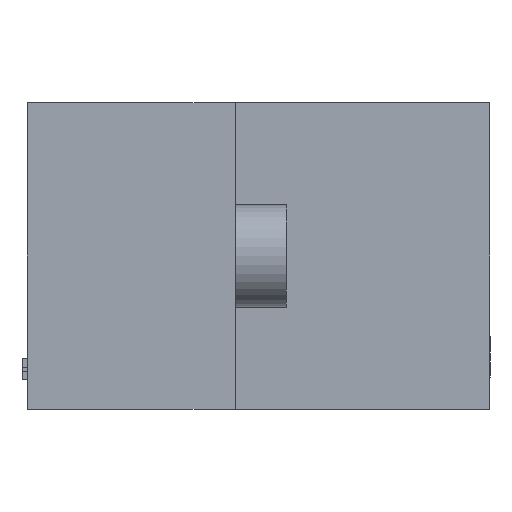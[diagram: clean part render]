
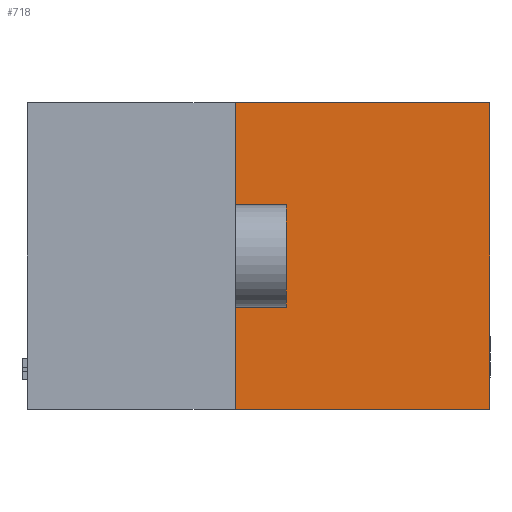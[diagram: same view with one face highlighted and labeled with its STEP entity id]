
A CAD part, left-side view. The second image highlights one B-rep face of the part: STEP entity #718.
In plain terms, the highlighted planar face has unit normal (-1, 0, 0).
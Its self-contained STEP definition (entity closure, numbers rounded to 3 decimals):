
#401 = LINE ( 'NONE', #21440, #1875 ) ;
#645 = CARTESIAN_POINT ( 'NONE',  ( 8.382, 0., 0. ) ) ;
#718 = ADVANCED_FACE ( 'NONE', ( #15202 ), #22207, .T. ) ;
#1167 = DIRECTION ( 'NONE',  ( -1., 0., 0. ) ) ;
#1440 = ORIENTED_EDGE ( 'NONE', *, *, #14216, .F. ) ;
#1875 = VECTOR ( 'NONE', #15742, 1000. ) ;
#2513 = LINE ( 'NONE', #7329, #14116 ) ;
#2577 = EDGE_CURVE ( 'NONE', #13888, #16495, #2513, .T. ) ;
#2759 = EDGE_CURVE ( 'NONE', #16495, #22854, #23750, .T. ) ;
#4163 = ORIENTED_EDGE ( 'NONE', *, *, #11970, .T. ) ;
#5369 = EDGE_LOOP ( 'NONE', ( #7956, #1440, #4163, #22290 ) ) ;
#7329 = CARTESIAN_POINT ( 'NONE',  ( 8.382, 0., -14.986 ) ) ;
#7473 = DIRECTION ( 'NONE',  ( 0., 0., -1. ) ) ;
#7956 = ORIENTED_EDGE ( 'NONE', *, *, #2759, .T. ) ;
#8408 = VECTOR ( 'NONE', #21879, 1000. ) ;
#8540 = CARTESIAN_POINT ( 'NONE',  ( 8.382, -12.446, -14.986 ) ) ;
#11970 = EDGE_CURVE ( 'NONE', #23570, #13888, #401, .T. ) ;
#12561 = CARTESIAN_POINT ( 'NONE',  ( 8.382, 0., -14.986 ) ) ;
#13053 = DIRECTION ( 'NONE',  ( 0., 0., -1. ) ) ;
#13130 = CARTESIAN_POINT ( 'NONE',  ( 8.382, -12.446, -14.986 ) ) ;
#13888 = VERTEX_POINT ( 'NONE', #645 ) ;
#14116 = VECTOR ( 'NONE', #7473, 1000. ) ;
#14171 = DIRECTION ( 'NONE',  ( 0., 0., 1. ) ) ;
#14216 = EDGE_CURVE ( 'NONE', #23570, #22854, #18702, .T. ) ;
#14466 = CARTESIAN_POINT ( 'NONE',  ( 8.382, -12.446, -14.986 ) ) ;
#15202 = FACE_OUTER_BOUND ( 'NONE', #5369, .T. ) ;
#15742 = DIRECTION ( 'NONE',  ( 0., 1., 0. ) ) ;
#15879 = AXIS2_PLACEMENT_3D ( 'NONE', #12561, #1167, #14171 ) ;
#16495 = VERTEX_POINT ( 'NONE', #24549 ) ;
#17381 = CARTESIAN_POINT ( 'NONE',  ( 8.382, -12.446, 0. ) ) ;
#18702 = LINE ( 'NONE', #13130, #23197 ) ;
#21440 = CARTESIAN_POINT ( 'NONE',  ( 8.382, 0., 0. ) ) ;
#21879 = DIRECTION ( 'NONE',  ( 0., -1., 0. ) ) ;
#22207 = PLANE ( 'NONE',  #15879 ) ;
#22290 = ORIENTED_EDGE ( 'NONE', *, *, #2577, .T. ) ;
#22854 = VERTEX_POINT ( 'NONE', #14466 ) ;
#23197 = VECTOR ( 'NONE', #13053, 1000. ) ;
#23570 = VERTEX_POINT ( 'NONE', #17381 ) ;
#23750 = LINE ( 'NONE', #8540, #8408 ) ;
#24549 = CARTESIAN_POINT ( 'NONE',  ( 8.382, 0., -14.986 ) ) ;
